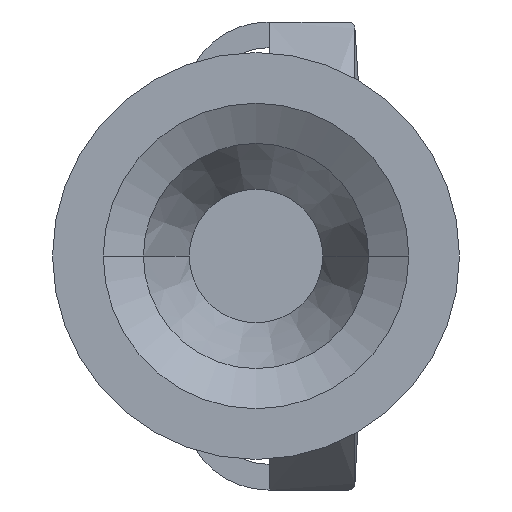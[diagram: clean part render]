
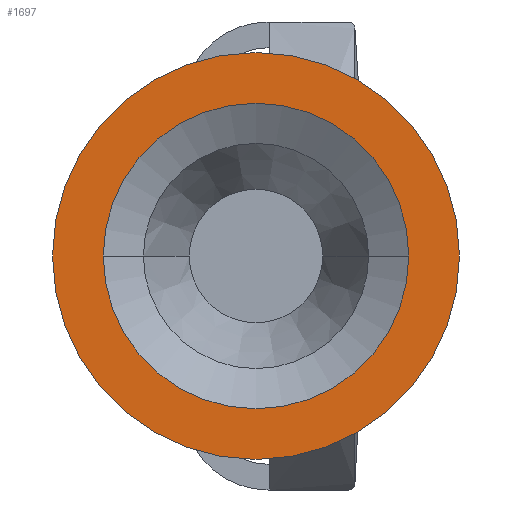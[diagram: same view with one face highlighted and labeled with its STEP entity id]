
A CAD part, left-side view. The second image highlights one B-rep face of the part: STEP entity #1697.
In plain terms, the highlighted planar face has unit normal (-1, 0, 0).
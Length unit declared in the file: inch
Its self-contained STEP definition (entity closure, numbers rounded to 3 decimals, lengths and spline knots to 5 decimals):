
#493=CARTESIAN_POINT('',(-0.42,0.0615,0.));
#494=DIRECTION('',(-1.,0.,0.));
#495=DIRECTION('',(0.,-1.,0.));
#496=AXIS2_PLACEMENT_3D('',#493,#494,#495);
#502=CARTESIAN_POINT('',(-0.42,0.0615,0.));
#503=DIRECTION('',(1.,0.,0.));
#504=DIRECTION('',(0.,-1.,0.));
#505=AXIS2_PLACEMENT_3D('',#502,#503,#504);
#507=CARTESIAN_POINT('',(-0.42,0.0615,0.));
#508=DIRECTION('',(1.,0.,0.));
#509=DIRECTION('',(0.,1.,0.));
#510=AXIS2_PLACEMENT_3D('',#507,#508,#509);
#512=CARTESIAN_POINT('',(-0.42,0.0615,0.));
#513=DIRECTION('',(1.,0.,0.));
#514=DIRECTION('',(0.,-1.,0.));
#515=AXIS2_PLACEMENT_3D('',#512,#513,#514);
#713=CARTESIAN_POINT('',(-0.42,-0.065,0.));
#715=VERTEX_POINT('',#713);
#725=CARTESIAN_POINT('',(-0.42,0.188,0.));
#727=VERTEX_POINT('',#725);
#875=CARTESIAN_POINT('',(-0.42,0.1565,0.));
#876=CARTESIAN_POINT('',(-0.42,-0.0335,0.));
#877=VERTEX_POINT('',#875);
#878=VERTEX_POINT('',#876);
#1682=CARTESIAN_POINT('',(-0.42,0.0615,0.));
#1683=DIRECTION('',(1.,0.,0.));
#1684=DIRECTION('',(0.,-1.,0.));
#1685=AXIS2_PLACEMENT_3D('',#1682,#1683,#1684);
#1686=PLANE('',#1685);
#1687=ORIENTED_EDGE('',*,*,#1677,.T.);
#1688=ORIENTED_EDGE('',*,*,#1661,.F.);
#1689=EDGE_LOOP('',(#1687,#1688));
#1690=FACE_OUTER_BOUND('',#1689,.F.);
#1692=ORIENTED_EDGE('',*,*,#1691,.F.);
#1694=ORIENTED_EDGE('',*,*,#1693,.F.);
#1695=EDGE_LOOP('',(#1692,#1694));
#1696=FACE_BOUND('',#1695,.F.);
#1697=ADVANCED_FACE('',(#1690,#1696),#1686,.F.);
#497=CIRCLE('',#496,0.1265);
#506=CIRCLE('',#505,0.1265);
#511=CIRCLE('',#510,0.095);
#516=CIRCLE('',#515,0.095);
#1661=EDGE_CURVE('',#715,#727,#497,.T.);
#1677=EDGE_CURVE('',#715,#727,#506,.T.);
#1691=EDGE_CURVE('',#877,#878,#511,.T.);
#1693=EDGE_CURVE('',#878,#877,#516,.T.);
